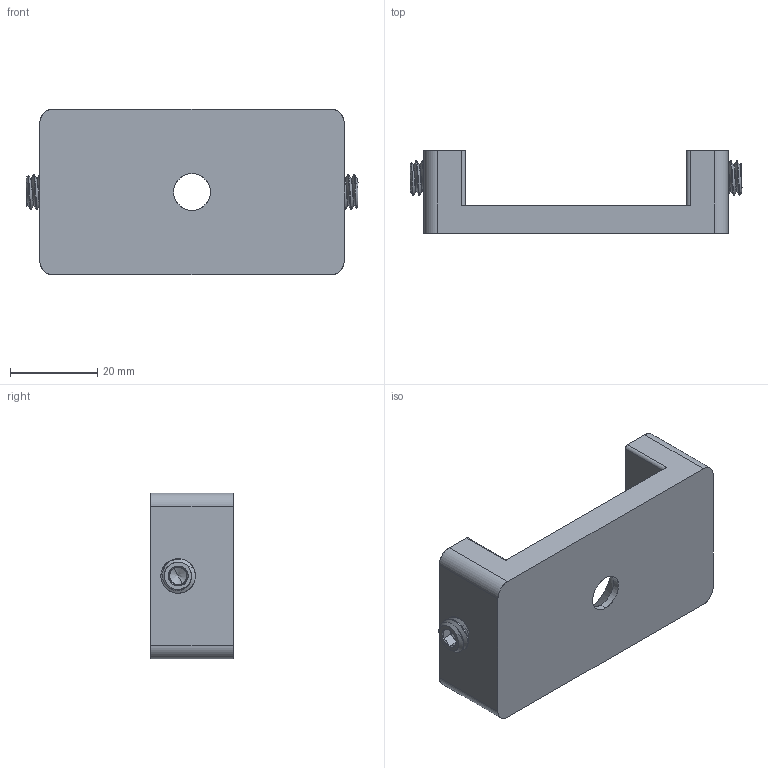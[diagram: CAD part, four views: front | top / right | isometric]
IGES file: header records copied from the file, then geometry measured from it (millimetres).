
Start section: SolidWorks IGES file using analytic representation for surfaces
Global section: file name: REVDELTA_A-ACC-CLP-00001 (900022);A-ACC-CLP-00001 (900022).IGS; native system: SolidWorks 2019; preprocessor: SolidWorks 2019; author: Andrew; date: 251031.111815; units: inch
Bounding box: 76.2 x 19.05 x 38.1 mm (x, y, z)
Surface area: 10354.5 mm2 (no closed solid volume)
Topology: 0 solids, 0 shells, 124 faces, 1764 edges, 1756 vertices
Faces by surface type: revolution 82, bspline 42
